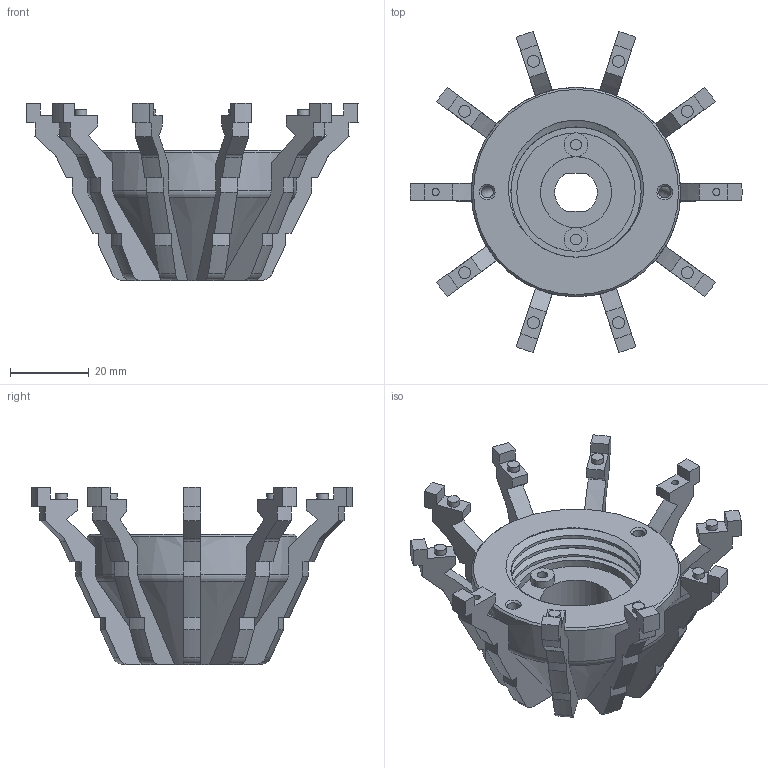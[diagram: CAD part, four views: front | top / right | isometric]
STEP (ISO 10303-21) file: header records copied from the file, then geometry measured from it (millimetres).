
FILE_DESCRIPTION(/* description */ (''),/* implementation_level */ '2;1');
FILE_NAME(/* name */ 'Base v1.step',/* time_stamp */ '2022-09-22T16:38:30+02:00',/* author */ (''),/* organization */ (''),/* preprocessor_version */ 'ST-DEVELOPER v19',/* originating_system */ 'Autodesk Translation Framework v11.7.0.108',/* authorisation */ '');
FILE_SCHEMA (('AUTOMOTIVE_DESIGN { 1 0 10303 214 3 1 1 }'));
Length unit declared in the file: millimetre
Products named in the file (1): Base
Bounding box: 84.1 x 81.28 x 44.84 mm (x, y, z)
Volume: 47667.6 mm3; surface area: 19102.1 mm2
Topology: 1 solids, 1 shells, 294 faces, 830 edges, 551 vertices
Faces by surface type: cylinder 94, plane 93, cone 63, torus 32, bspline 12
Full cylindrical faces by diameter (mm): 1.8 x2, 2.7 x2, 3 x12, 6 x1, 12.5 x1, 18 x1, 33.002 x2, 36.349 x2, 53 x1
Entity records: 12438 total; most frequent: CARTESIAN_POINT 5040, ORIENTED_EDGE 1660, DIRECTION 1501, EDGE_CURVE 830, AXIS2_PLACEMENT_3D 600, VERTEX_POINT 551, EDGE_LOOP 315, LINE 301
